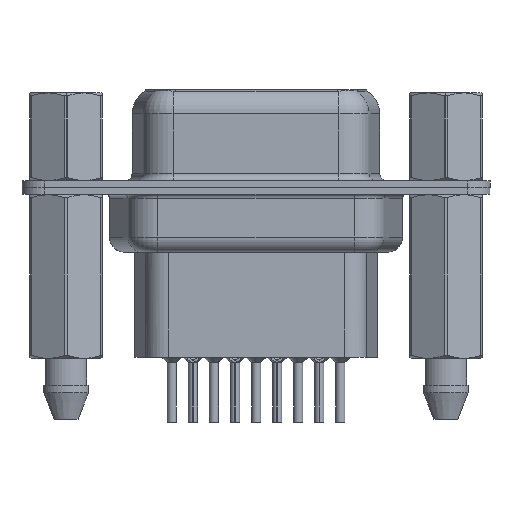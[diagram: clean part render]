
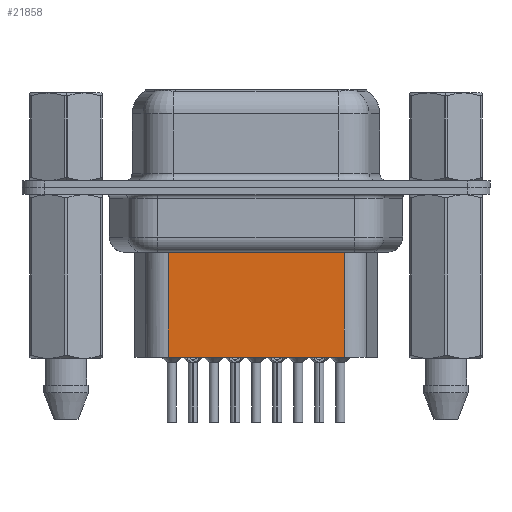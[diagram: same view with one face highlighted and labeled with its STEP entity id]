
A CAD part, front view. The second image highlights one B-rep face of the part: STEP entity #21858.
In plain terms, the highlighted planar face has unit normal (0, -1, 0).
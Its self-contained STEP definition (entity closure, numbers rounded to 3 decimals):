
#897 = VERTEX_POINT ( 'NONE', #27987 ) ;
#1489 = CARTESIAN_POINT ( 'NONE',  ( 6.706, -3.5, -11.15 ) ) ;
#1701 = LINE ( 'NONE', #3816, #19163 ) ;
#3013 = ORIENTED_EDGE ( 'NONE', *, *, #17982, .T. ) ;
#3320 = CARTESIAN_POINT ( 'NONE',  ( 18.294, -3.5, -3.1 ) ) ;
#3816 = CARTESIAN_POINT ( 'NONE',  ( 6.706, -3.5, -3.1 ) ) ;
#3882 = VERTEX_POINT ( 'NONE', #1489 ) ;
#7121 = VERTEX_POINT ( 'NONE', #11834 ) ;
#7554 = DIRECTION ( 'NONE',  ( -1., 0., 0. ) ) ;
#9880 = LINE ( 'NONE', #3320, #12925 ) ;
#11834 = CARTESIAN_POINT ( 'NONE',  ( 18.294, -3.5, -4.097 ) ) ;
#12154 = PLANE ( 'NONE',  #13386 ) ;
#12925 = VECTOR ( 'NONE', #15213, 1000. ) ;
#13386 = AXIS2_PLACEMENT_3D ( 'NONE', #21469, #23893, #28456 ) ;
#14400 = CARTESIAN_POINT ( 'NONE',  ( 18.294, -3.5, -11.15 ) ) ;
#15213 = DIRECTION ( 'NONE',  ( 0., 0., -1. ) ) ;
#15275 = ORIENTED_EDGE ( 'NONE', *, *, #22705, .T. ) ;
#16053 = ORIENTED_EDGE ( 'NONE', *, *, #24325, .F. ) ;
#17982 = EDGE_CURVE ( 'NONE', #897, #3882, #1701, .T. ) ;
#18811 = VECTOR ( 'NONE', #7554, 1000. ) ;
#19030 = DIRECTION ( 'NONE',  ( -1., 0., 0. ) ) ;
#19163 = VECTOR ( 'NONE', #27443, 1000. ) ;
#19238 = VERTEX_POINT ( 'NONE', #14400 ) ;
#20951 = EDGE_LOOP ( 'NONE', ( #23935, #15275, #3013, #16053 ) ) ;
#21469 = CARTESIAN_POINT ( 'NONE',  ( 6.706, -3.5, -3.1 ) ) ;
#21858 = ADVANCED_FACE ( 'NONE', ( #26177 ), #12154, .T. ) ;
#22179 = LINE ( 'NONE', #28410, #18811 ) ;
#22705 = EDGE_CURVE ( 'NONE', #7121, #897, #28151, .T. ) ;
#22959 = EDGE_CURVE ( 'NONE', #7121, #19238, #9880, .T. ) ;
#23646 = VECTOR ( 'NONE', #19030, 1000. ) ;
#23893 = DIRECTION ( 'NONE',  ( 0., -1., 0. ) ) ;
#23935 = ORIENTED_EDGE ( 'NONE', *, *, #22959, .F. ) ;
#24325 = EDGE_CURVE ( 'NONE', #19238, #3882, #22179, .T. ) ;
#26177 = FACE_OUTER_BOUND ( 'NONE', #20951, .T. ) ;
#27443 = DIRECTION ( 'NONE',  ( 0., 0., -1. ) ) ;
#27987 = CARTESIAN_POINT ( 'NONE',  ( 6.706, -3.5, -4.097 ) ) ;
#28003 = CARTESIAN_POINT ( 'NONE',  ( 6.459, -3.5, -4.097 ) ) ;
#28151 = LINE ( 'NONE', #28003, #23646 ) ;
#28410 = CARTESIAN_POINT ( 'NONE',  ( 6.706, -3.5, -11.15 ) ) ;
#28456 = DIRECTION ( 'NONE',  ( 1., 0., 0. ) ) ;
